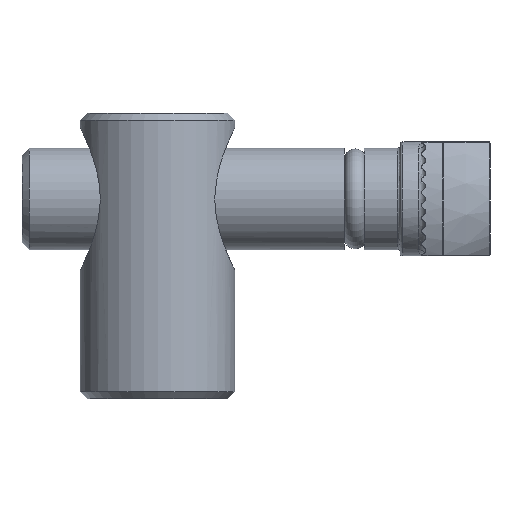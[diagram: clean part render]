
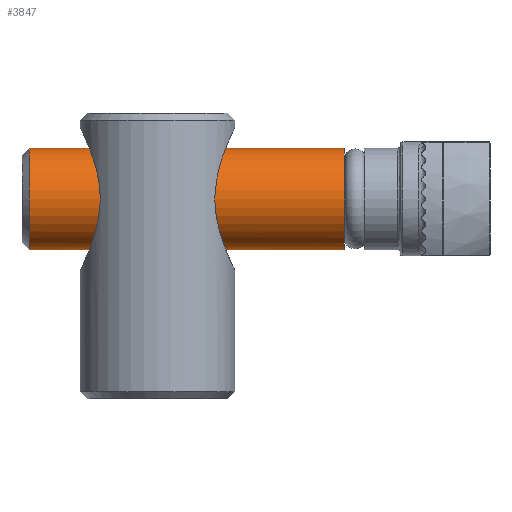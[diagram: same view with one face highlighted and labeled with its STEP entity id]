
A CAD part, front view. The second image highlights one B-rep face of the part: STEP entity #3847.
In plain terms, the highlighted cylindrical face has radius 3.55 mm (diameter 7.1 mm), a full revolution.
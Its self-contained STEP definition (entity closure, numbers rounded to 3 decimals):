
#3763=CARTESIAN_POINT('',(-14.707,-14.43,4.0));
#3764=DIRECTION('',(1.0,0.0,0.0));
#3765=DIRECTION('',(0.0,-1.0,0.0));
#3766=AXIS2_PLACEMENT_3D('',#3763,#3764,#3765);
#3767=CYLINDRICAL_SURFACE('',#3766,3.55);
#3768=CARTESIAN_POINT('',(7.893,-17.98,4.0));
#3769=VERTEX_POINT('',#3768);
#3770=CARTESIAN_POINT('',(7.893,-14.43,4.0));
#3771=DIRECTION('',(-1.0,0.0,0.0));
#3772=DIRECTION('',(0.0,-1.0,0.0));
#3773=AXIS2_PLACEMENT_3D('',#3770,#3771,#3772);
#3774=CIRCLE('',#3773,3.55);
#3775=EDGE_CURVE('',#3769,#3769,#3774,.T.);
#3776=ORIENTED_EDGE('',*,*,#3775,.T.);
#3777=EDGE_LOOP('',(#3776));
#3778=FACE_OUTER_BOUND('',#3777,.T.);
#3779=CARTESIAN_POINT('',(-9.207,-14.43,0.45));
#3780=VERTEX_POINT('',#3779);
#3781=CARTESIAN_POINT('',(-1.206,-14.43,0.45));
#3782=VERTEX_POINT('',#3781);
#3783=CARTESIAN_POINT('',(-9.207,-14.43,0.45));
#3784=CARTESIAN_POINT('',(-9.207,-14.64,0.45));
#3785=CARTESIAN_POINT('',(-9.169,-14.864,0.47));
#3786=CARTESIAN_POINT('',(-9.022,-15.282,0.547));
#3787=CARTESIAN_POINT('',(-8.914,-15.477,0.603));
#3788=CARTESIAN_POINT('',(-8.522,-16.021,0.801));
#3789=CARTESIAN_POINT('',(-8.091,-16.359,1.008));
#3790=CARTESIAN_POINT('',(-7.337,-16.762,1.313));
#3791=CARTESIAN_POINT('',(-6.93,-16.913,1.458));
#3792=CARTESIAN_POINT('',(-6.075,-17.109,1.667));
#3793=CARTESIAN_POINT('',(-5.625,-17.155,1.725));
#3794=CARTESIAN_POINT('',(-5.207,-17.155,1.725));
#3795=CARTESIAN_POINT('',(-4.83,-17.155,1.725));
#3796=CARTESIAN_POINT('',(-4.425,-17.118,1.678));
#3797=CARTESIAN_POINT('',(-3.646,-16.958,1.505));
#3798=CARTESIAN_POINT('',(-3.273,-16.835,1.382));
#3799=CARTESIAN_POINT('',(-2.494,-16.476,1.086));
#3800=CARTESIAN_POINT('',(-2.006,-16.134,0.857));
#3801=CARTESIAN_POINT('',(-1.553,-15.564,0.631));
#3802=CARTESIAN_POINT('',(-1.426,-15.356,0.565));
#3803=CARTESIAN_POINT('',(-1.252,-14.905,0.474));
#3804=CARTESIAN_POINT('',(-1.206,-14.661,0.45));
#3805=CARTESIAN_POINT('',(-1.206,-14.43,0.45));
#3806=B_SPLINE_CURVE_WITH_KNOTS('',3,(#3783,#3784,#3785,#3786,#3787,#3788,#3789,#3790,#3791,#3792,#3793,#3794,#3795,#3796,#3797,#3798,#3799,#3800,#3801,#3802,#3803,#3804,#3805),.UNSPECIFIED.,.F.,.U.,(4,2,2,2,2,3,2,2,2,2,4),(1.571,1.634,1.697,1.844,1.97,2.095,2.208,2.321,2.48,2.55,2.619),.UNSPECIFIED.);
#3807=EDGE_CURVE('',#3780,#3782,#3806,.T.);
#3808=ORIENTED_EDGE('',*,*,#3807,.T.);
#3809=CARTESIAN_POINT('',(-1.206,-14.43,0.45));
#3810=CARTESIAN_POINT('',(-1.206,-14.22,0.45));
#3811=CARTESIAN_POINT('',(-1.244,-13.996,0.47));
#3812=CARTESIAN_POINT('',(-1.391,-13.578,0.547));
#3813=CARTESIAN_POINT('',(-1.499,-13.383,0.603));
#3814=CARTESIAN_POINT('',(-1.891,-12.839,0.801));
#3815=CARTESIAN_POINT('',(-2.322,-12.501,1.008));
#3816=CARTESIAN_POINT('',(-3.076,-12.098,1.313));
#3817=CARTESIAN_POINT('',(-3.483,-11.947,1.458));
#3818=CARTESIAN_POINT('',(-4.338,-11.751,1.667));
#3819=CARTESIAN_POINT('',(-4.788,-11.704,1.725));
#3820=CARTESIAN_POINT('',(-5.625,-11.704,1.725));
#3821=CARTESIAN_POINT('',(-6.075,-11.751,1.667));
#3822=CARTESIAN_POINT('',(-6.93,-11.947,1.458));
#3823=CARTESIAN_POINT('',(-7.337,-12.098,1.313));
#3824=CARTESIAN_POINT('',(-8.091,-12.501,1.008));
#3825=CARTESIAN_POINT('',(-8.522,-12.839,0.801));
#3826=CARTESIAN_POINT('',(-8.914,-13.383,0.603));
#3827=CARTESIAN_POINT('',(-9.022,-13.578,0.547));
#3828=CARTESIAN_POINT('',(-9.169,-13.996,0.47));
#3829=CARTESIAN_POINT('',(-9.207,-14.22,0.45));
#3830=CARTESIAN_POINT('',(-9.207,-14.43,0.45));
#3831=B_SPLINE_CURVE_WITH_KNOTS('',3,(#3809,#3810,#3811,#3812,#3813,#3814,#3815,#3816,#3817,#3818,#3819,#3820,#3821,#3822,#3823,#3824,#3825,#3826,#3827,#3828,#3829,#3830),.UNSPECIFIED.,.F.,.U.,(4,2,2,2,2,2,2,2,2,2,4),(0.524,0.587,0.65,0.796,0.922,1.048,1.173,1.299,1.445,1.508,1.571),.UNSPECIFIED.);
#3832=EDGE_CURVE('',#3782,#3780,#3831,.T.);
#3833=ORIENTED_EDGE('',*,*,#3832,.T.);
#3834=EDGE_LOOP('',(#3808,#3833));
#3835=FACE_BOUND('',#3834,.T.);
#3836=CARTESIAN_POINT('',(-14.207,-17.98,4.0));
#3837=VERTEX_POINT('',#3836);
#3838=CARTESIAN_POINT('',(-14.207,-14.43,4.0));
#3839=DIRECTION('',(1.0,0.0,0.0));
#3840=DIRECTION('',(0.0,-1.0,0.0));
#3841=AXIS2_PLACEMENT_3D('',#3838,#3839,#3840);
#3842=CIRCLE('',#3841,3.55);
#3843=EDGE_CURVE('',#3837,#3837,#3842,.T.);
#3844=ORIENTED_EDGE('',*,*,#3843,.T.);
#3845=EDGE_LOOP('',(#3844));
#3846=FACE_BOUND('',#3845,.T.);
#3847=ADVANCED_FACE('',(#3778,#3835,#3846),#3767,.T.);
